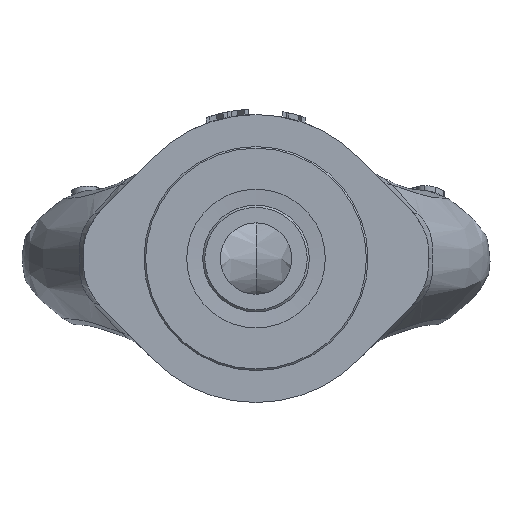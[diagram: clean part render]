
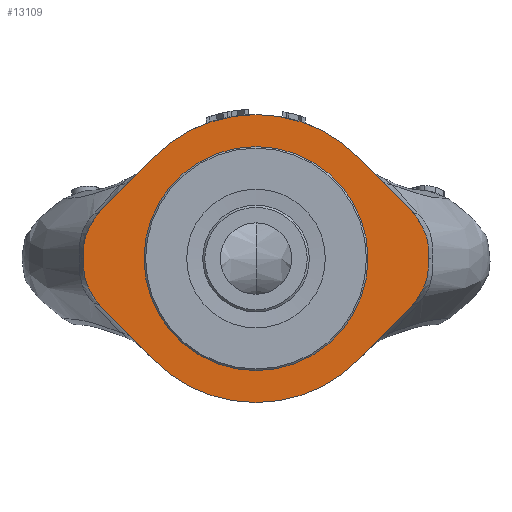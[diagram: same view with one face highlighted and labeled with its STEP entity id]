
A CAD part, front view. The second image highlights one B-rep face of the part: STEP entity #13109.
In plain terms, the highlighted face is planar.
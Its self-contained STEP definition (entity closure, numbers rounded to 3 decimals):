
#358=LINE('',#31253,#1344);
#361=LINE('',#31493,#1347);
#366=LINE('',#32229,#1352);
#369=LINE('',#32488,#1355);
#1344=VECTOR('',#15450,10.);
#1347=VECTOR('',#15461,10.);
#1352=VECTOR('',#15498,10.);
#1355=VECTOR('',#15513,10.);
#2197=PLANE('',#14042);
#2453=FACE_BOUND('',#3651,.T.);
#2865=FACE_OUTER_BOUND('',#3650,.T.);
#3650=EDGE_LOOP('',(#10262,#10263,#10264,#10265,#10266,#10267,#10268,#10269,
#10270,#10271,#10272,#10273,#10274,#10275));
#3651=EDGE_LOOP('',(#10276));
#4561=B_SPLINE_CURVE_WITH_KNOTS('',3,(#31380,#31381,#31382,#31383,#31384,
#31385,#31386,#31387),.UNSPECIFIED.,.F.,.F.,(4,2,2,4),(0.231,
0.314,0.381,0.537),.UNSPECIFIED.);
#4564=B_SPLINE_CURVE_WITH_KNOTS('',3,(#31554,#31555,#31556,#31557,#31558,
#31559,#31560,#31561,#31562,#31563),.UNSPECIFIED.,.F.,.F.,(4,2,2,2,4),(0.,
0.394,0.733,0.822,0.919),
 .UNSPECIFIED.);
#4569=B_SPLINE_CURVE_WITH_KNOTS('',3,(#32369,#32370,#32371,#32372,#32373,
#32374,#32375,#32376),.UNSPECIFIED.,.F.,.F.,(4,2,2,4),(0.231,
0.314,0.381,0.537),.UNSPECIFIED.);
#4574=B_SPLINE_CURVE_WITH_KNOTS('',3,(#32554,#32555,#32556,#32557,#32558,
#32559,#32560,#32561,#32562,#32563),.UNSPECIFIED.,.F.,.F.,(4,2,2,2,4),(0.,
0.394,0.733,0.822,0.919),
 .UNSPECIFIED.);
#5030=CIRCLE('',#13970,21.);
#5060=CIRCLE('',#14014,10.25);
#5062=CIRCLE('',#14017,10.25);
#5069=CIRCLE('',#14030,27.);
#5072=CIRCLE('',#14036,10.25);
#5074=CIRCLE('',#14039,10.25);
#5075=CIRCLE('',#14041,27.);
#5660=VERTEX_POINT('',#26474);
#5695=VERTEX_POINT('',#31250);
#5696=VERTEX_POINT('',#31252);
#5697=VERTEX_POINT('',#31371);
#5699=VERTEX_POINT('',#31375);
#5701=VERTEX_POINT('',#31490);
#5702=VERTEX_POINT('',#31492);
#5703=VERTEX_POINT('',#31553);
#5708=VERTEX_POINT('',#32226);
#5709=VERTEX_POINT('',#32228);
#5711=VERTEX_POINT('',#32366);
#5712=VERTEX_POINT('',#32368);
#5715=VERTEX_POINT('',#32485);
#5716=VERTEX_POINT('',#32487);
#5717=VERTEX_POINT('',#32549);
#7252=EDGE_CURVE('',#5660,#5660,#5030,.T.);
#7311=EDGE_CURVE('',#5695,#5696,#358,.T.);
#7316=EDGE_CURVE('',#5699,#5697,#4561,.F.);
#7321=EDGE_CURVE('',#5701,#5702,#361,.T.);
#7323=EDGE_CURVE('',#5702,#5699,#5060,.T.);
#7324=EDGE_CURVE('',#5703,#5697,#4564,.T.);
#7327=EDGE_CURVE('',#5703,#5695,#5062,.T.);
#7339=EDGE_CURVE('',#5709,#5708,#366,.T.);
#7342=EDGE_CURVE('',#5696,#5708,#5069,.T.);
#7344=EDGE_CURVE('',#5712,#5711,#4569,.F.);
#7351=EDGE_CURVE('',#5716,#5715,#369,.T.);
#7353=EDGE_CURVE('',#5715,#5712,#5072,.T.);
#7356=EDGE_CURVE('',#5717,#5711,#4574,.T.);
#7357=EDGE_CURVE('',#5717,#5709,#5074,.T.);
#7358=EDGE_CURVE('',#5701,#5716,#5075,.T.);
#10262=ORIENTED_EDGE('',*,*,#7358,.T.);
#10263=ORIENTED_EDGE('',*,*,#7351,.T.);
#10264=ORIENTED_EDGE('',*,*,#7353,.T.);
#10265=ORIENTED_EDGE('',*,*,#7344,.T.);
#10266=ORIENTED_EDGE('',*,*,#7356,.F.);
#10267=ORIENTED_EDGE('',*,*,#7357,.T.);
#10268=ORIENTED_EDGE('',*,*,#7339,.T.);
#10269=ORIENTED_EDGE('',*,*,#7342,.F.);
#10270=ORIENTED_EDGE('',*,*,#7311,.F.);
#10271=ORIENTED_EDGE('',*,*,#7327,.F.);
#10272=ORIENTED_EDGE('',*,*,#7324,.T.);
#10273=ORIENTED_EDGE('',*,*,#7316,.F.);
#10274=ORIENTED_EDGE('',*,*,#7323,.F.);
#10275=ORIENTED_EDGE('',*,*,#7321,.F.);
#10276=ORIENTED_EDGE('',*,*,#7252,.T.);
#13109=ADVANCED_FACE('',(#2865,#2453),#2197,.F.);
#13970=AXIS2_PLACEMENT_3D('',#26475,#15365,#15366);
#14014=AXIS2_PLACEMENT_3D('',#31496,#15465,#15466);
#14017=AXIS2_PLACEMENT_3D('',#32138,#15471,#15472);
#14030=AXIS2_PLACEMENT_3D('',#32249,#15502,#15503);
#14036=AXIS2_PLACEMENT_3D('',#32491,#15517,#15518);
#14039=AXIS2_PLACEMENT_3D('',#32629,#15523,#15524);
#14041=AXIS2_PLACEMENT_3D('',#32631,#15527,#15528);
#14042=AXIS2_PLACEMENT_3D('',#32632,#15529,#15530);
#15365=DIRECTION('center_axis',(0.,0.,1.));
#15366=DIRECTION('ref_axis',(1.,0.,0.));
#15450=DIRECTION('',(0.7,-0.714,0.));
#15461=DIRECTION('',(-0.7,-0.714,0.));
#15465=DIRECTION('center_axis',(0.,0.,1.));
#15466=DIRECTION('ref_axis',(1.,0.,0.));
#15471=DIRECTION('center_axis',(0.,0.,1.));
#15472=DIRECTION('ref_axis',(0.714,0.7,0.));
#15498=DIRECTION('',(-0.7,-0.714,0.));
#15502=DIRECTION('center_axis',(0.,0.,1.));
#15503=DIRECTION('ref_axis',(-0.714,0.7,0.));
#15513=DIRECTION('',(0.7,-0.714,0.));
#15517=DIRECTION('center_axis',(0.,0.,-1.));
#15518=DIRECTION('ref_axis',(-1.,0.,0.));
#15523=DIRECTION('center_axis',(0.,0.,-1.));
#15524=DIRECTION('ref_axis',(-0.714,0.7,0.));
#15527=DIRECTION('center_axis',(0.,0.,-1.));
#15528=DIRECTION('ref_axis',(-0.714,-0.7,0.));
#15529=DIRECTION('center_axis',(0.,0.,1.));
#15530=DIRECTION('ref_axis',(1.,0.,0.));
#26474=CARTESIAN_POINT('',(-21.,0.,0.));
#26475=CARTESIAN_POINT('Origin',(0.,0.,0.));
#31250=CARTESIAN_POINT('',(-29.066,-8.929,0.));
#31252=CARTESIAN_POINT('',(-19.272,-18.91,0.));
#31253=CARTESIAN_POINT('',(-29.066,-8.929,0.));
#31371=CARTESIAN_POINT('',(-32.253,0.,0.));
#31375=CARTESIAN_POINT('',(-30.247,7.483,0.));
#31380=CARTESIAN_POINT('Ctrl Pts',(-32.253,0.,
0.));
#31381=CARTESIAN_POINT('Ctrl Pts',(-32.353,1.812,0.));
#31382=CARTESIAN_POINT('Ctrl Pts',(-32.29,2.536,0.));
#31383=CARTESIAN_POINT('Ctrl Pts',(-32.1,3.598,0.));
#31384=CARTESIAN_POINT('Ctrl Pts',(-31.972,4.065,0.));
#31385=CARTESIAN_POINT('Ctrl Pts',(-31.43,5.574,0.));
#31386=CARTESIAN_POINT('Ctrl Pts',(-30.87,6.559,0.));
#31387=CARTESIAN_POINT('Ctrl Pts',(-30.247,7.483,0.));
#31490=CARTESIAN_POINT('',(-19.272,18.91,0.));
#31492=CARTESIAN_POINT('',(-29.066,8.929,0.));
#31493=CARTESIAN_POINT('',(-19.272,18.91,0.));
#31496=CARTESIAN_POINT('Origin',(-21.75,1.75,0.));
#31553=CARTESIAN_POINT('',(-30.247,-7.483,0.));
#31554=CARTESIAN_POINT('Ctrl Pts',(-30.247,-7.483,
0.));
#31555=CARTESIAN_POINT('Ctrl Pts',(-30.982,-6.393,
0.));
#31556=CARTESIAN_POINT('Ctrl Pts',(-31.627,-5.223,
0.));
#31557=CARTESIAN_POINT('Ctrl Pts',(-32.303,-2.868,
0.));
#31558=CARTESIAN_POINT('Ctrl Pts',(-32.316,-2.031,
0.));
#31559=CARTESIAN_POINT('Ctrl Pts',(-32.297,-1.059,
0.));
#31560=CARTESIAN_POINT('Ctrl Pts',(-32.291,-0.857,
0.));
#31561=CARTESIAN_POINT('Ctrl Pts',(-32.275,-0.435,
0.));
#31562=CARTESIAN_POINT('Ctrl Pts',(-32.265,-0.218,
0.));
#31563=CARTESIAN_POINT('Ctrl Pts',(-32.253,0.,
0.));
#32138=CARTESIAN_POINT('Origin',(-21.75,-1.75,0.));
#32226=CARTESIAN_POINT('',(19.272,-18.91,0.));
#32228=CARTESIAN_POINT('',(29.066,-8.929,0.));
#32229=CARTESIAN_POINT('',(29.066,-8.929,0.));
#32249=CARTESIAN_POINT('Origin',(0.,0.,0.));
#32366=CARTESIAN_POINT('',(32.253,0.,0.));
#32368=CARTESIAN_POINT('',(30.247,7.483,0.));
#32369=CARTESIAN_POINT('Ctrl Pts',(32.253,0.,
0.));
#32370=CARTESIAN_POINT('Ctrl Pts',(32.353,1.812,0.));
#32371=CARTESIAN_POINT('Ctrl Pts',(32.29,2.536,0.));
#32372=CARTESIAN_POINT('Ctrl Pts',(32.1,3.598,0.));
#32373=CARTESIAN_POINT('Ctrl Pts',(31.972,4.065,0.));
#32374=CARTESIAN_POINT('Ctrl Pts',(31.43,5.574,0.));
#32375=CARTESIAN_POINT('Ctrl Pts',(30.87,6.559,0.));
#32376=CARTESIAN_POINT('Ctrl Pts',(30.247,7.483,0.));
#32485=CARTESIAN_POINT('',(29.066,8.929,0.));
#32487=CARTESIAN_POINT('',(19.272,18.91,0.));
#32488=CARTESIAN_POINT('',(19.272,18.91,0.));
#32491=CARTESIAN_POINT('Origin',(21.75,1.75,0.));
#32549=CARTESIAN_POINT('',(30.247,-7.483,0.));
#32554=CARTESIAN_POINT('Ctrl Pts',(30.247,-7.483,0.));
#32555=CARTESIAN_POINT('Ctrl Pts',(30.982,-6.393,0.));
#32556=CARTESIAN_POINT('Ctrl Pts',(31.627,-5.223,0.));
#32557=CARTESIAN_POINT('Ctrl Pts',(32.303,-2.868,0.));
#32558=CARTESIAN_POINT('Ctrl Pts',(32.316,-2.031,0.));
#32559=CARTESIAN_POINT('Ctrl Pts',(32.297,-1.059,0.));
#32560=CARTESIAN_POINT('Ctrl Pts',(32.291,-0.857,0.));
#32561=CARTESIAN_POINT('Ctrl Pts',(32.275,-0.435,
0.));
#32562=CARTESIAN_POINT('Ctrl Pts',(32.265,-0.218,
0.));
#32563=CARTESIAN_POINT('Ctrl Pts',(32.253,0.,
0.));
#32629=CARTESIAN_POINT('Origin',(21.75,-1.75,0.));
#32631=CARTESIAN_POINT('Origin',(0.,0.,0.));
#32632=CARTESIAN_POINT('Origin',(0.,0.,
0.));
